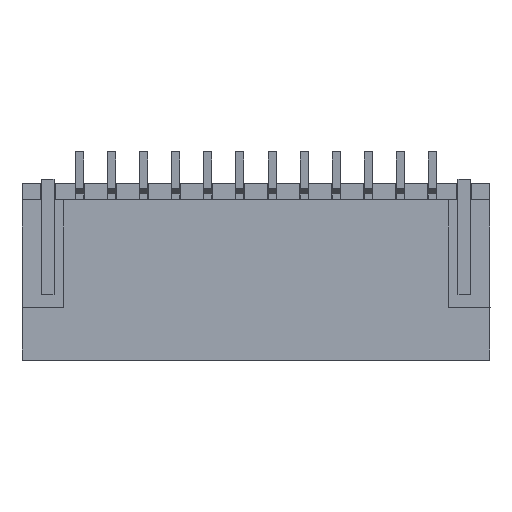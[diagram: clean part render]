
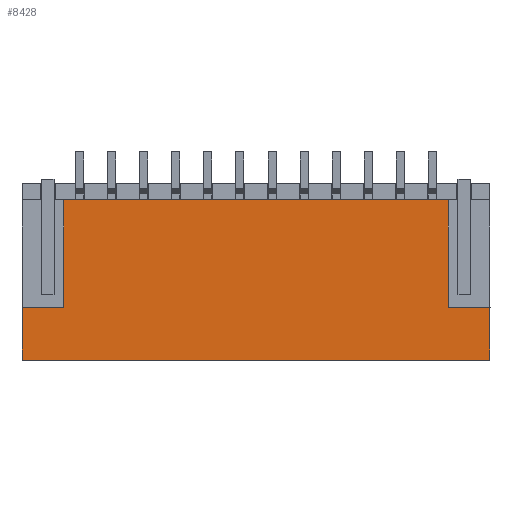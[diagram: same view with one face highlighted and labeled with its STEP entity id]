
A CAD part, front view. The second image highlights one B-rep face of the part: STEP entity #8428.
In plain terms, the highlighted planar face has unit normal (0, -1, 0).
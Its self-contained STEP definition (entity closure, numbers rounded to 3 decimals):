
#2=DIRECTION('',(1.,0.,0.));
#3=VECTOR('',#2,14.6);
#4=CARTESIAN_POINT('',(-16.3,0.,-5.5));
#5=LINE('231477',#4,#3);
#2610=DIRECTION('',(0.,0.,1.));
#2611=VECTOR('',#2610,1.65);
#2612=CARTESIAN_POINT('',(-1.7,0.,-5.5));
#2613=LINE('227230',#2612,#2611);
#2666=DIRECTION('',(1.,0.,0.));
#2667=VECTOR('',#2666,12.);
#2668=CARTESIAN_POINT('',(-15.,0.,-0.5));
#2669=LINE('231476',#2668,#2667);
#2670=DIRECTION('',(0.,0.,-1.));
#2671=VECTOR('',#2670,3.35);
#2672=CARTESIAN_POINT('',(-15.,0.,-0.5));
#2673=LINE('229537',#2672,#2671);
#2678=DIRECTION('',(0.,0.,1.));
#2679=VECTOR('',#2678,3.35);
#2680=CARTESIAN_POINT('',(-3.,0.,-3.85));
#2681=LINE('227226',#2680,#2679);
#2814=DIRECTION('',(-1.,0.,0.));
#2815=VECTOR('',#2814,1.3);
#2816=CARTESIAN_POINT('',(-1.7,0.,-3.85));
#2817=LINE('227231',#2816,#2815);
#2834=DIRECTION('',(0.,0.,1.));
#2835=VECTOR('',#2834,1.65);
#2836=CARTESIAN_POINT('',(-16.3,0.,-5.5));
#2837=LINE('229540',#2836,#2835);
#3078=DIRECTION('',(-1.,0.,0.));
#3079=VECTOR('',#3078,1.3);
#3080=CARTESIAN_POINT('',(-15.,0.,-3.85));
#3081=LINE('229539',#3080,#3079);
#3192=CARTESIAN_POINT('',(-3.,0.,-0.5));
#3194=VERTEX_POINT('',#3192);
#3296=CARTESIAN_POINT('',(-3.,0.,-3.85));
#3297=VERTEX_POINT('',#3296);
#3298=CARTESIAN_POINT('',(-1.7,0.,-5.5));
#3299=CARTESIAN_POINT('',(-1.7,0.,-3.85));
#3300=VERTEX_POINT('',#3298);
#3301=VERTEX_POINT('',#3299);
#4128=CARTESIAN_POINT('',(-15.,0.,-0.5));
#4130=VERTEX_POINT('',#4128);
#4140=CARTESIAN_POINT('',(-15.,0.,-3.85));
#4141=VERTEX_POINT('',#4140);
#4142=CARTESIAN_POINT('',(-16.3,0.,-3.85));
#4143=VERTEX_POINT('',#4142);
#4144=CARTESIAN_POINT('',(-16.3,0.,-5.5));
#4145=VERTEX_POINT('',#4144);
#8408=CARTESIAN_POINT('',(0.,0.,-3.));
#8409=DIRECTION('',(0.,1.,0.));
#8410=DIRECTION('',(1.,0.,0.));
#8411=AXIS2_PLACEMENT_3D('',#8408,#8409,#8410);
#8412=PLANE('228786',#8411);
#8413=ORIENTED_EDGE('231476',*,*,#4615,.T.);
#8415=ORIENTED_EDGE('227226',*,*,#8414,.F.);
#8417=ORIENTED_EDGE('227231',*,*,#8416,.F.);
#8418=ORIENTED_EDGE('227230',*,*,#8341,.F.);
#8419=ORIENTED_EDGE('231477',*,*,#4255,.F.);
#8421=ORIENTED_EDGE('229540',*,*,#8420,.T.);
#8423=ORIENTED_EDGE('229539',*,*,#8422,.F.);
#8425=ORIENTED_EDGE('229537',*,*,#8424,.F.);
#8426=EDGE_LOOP('228786',(#8413,#8415,#8417,#8418,#8419,#8421,#8423,#8425));
#8427=FACE_OUTER_BOUND('228786',#8426,.F.);
#8428=ADVANCED_FACE('228786',(#8427),#8412,.F.);
#4255=EDGE_CURVE('231477',#4145,#3300,#5,.T.);
#4615=EDGE_CURVE('231476',#4130,#3194,#2669,.T.);
#8341=EDGE_CURVE('227230',#3300,#3301,#2613,.T.);
#8414=EDGE_CURVE('227226',#3297,#3194,#2681,.T.);
#8416=EDGE_CURVE('227231',#3301,#3297,#2817,.T.);
#8420=EDGE_CURVE('229540',#4145,#4143,#2837,.T.);
#8422=EDGE_CURVE('229539',#4141,#4143,#3081,.T.);
#8424=EDGE_CURVE('229537',#4130,#4141,#2673,.T.);
